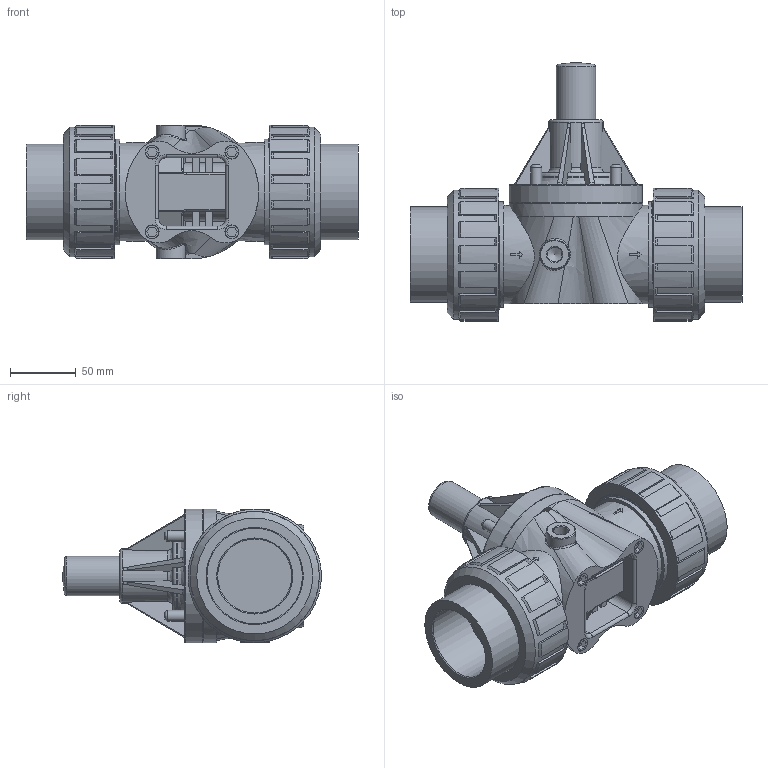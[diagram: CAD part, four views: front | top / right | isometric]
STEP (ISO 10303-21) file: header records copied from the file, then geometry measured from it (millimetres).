
FILE_DESCRIPTION((''),'2;1');
FILE_NAME('ECO-200G-PVC_R0.stp','2017-03-06T12:59:10',('salesdesk5'),(''),'Autodesk Inventor 2009','Autodesk Inventor 2009','');
FILE_SCHEMA(('AUTOMOTIVE_DESIGN { 1 0 10303 214 1 1 1 1 }'));
Length unit declared in the file: inch
Products named in the file (1): ECO-200G-PVC_R0
Bounding box: 252.48 x 196.69 x 101.6 mm (x, y, z)
Volume: 1512020.9 mm3; surface area: 174074.7 mm2
Topology: 1 solids, 17 shells, 576 faces, 1470 edges, 962 vertices
Faces by surface type: plane 242, bspline 135, cylinder 99, cone 77, torus 23
Full cylindrical faces by diameter (mm): 5.842 x4, 6.502 x1, 8.382 x4, 10.16 x4, 11.112 x1, 11.113 x1, 22.225 x2, 29.972 x1, 41.656 x1, 56.356 x2, 72.644 x2, 73.914 x2, 74.854 x1, 80.213 x2, 98.298 x2, 101.346 x2, 101.6 x2
Entity records: 22720 total; most frequent: CARTESIAN_POINT 8974, ORIENTED_EDGE 2776, DIRECTION 2604, EDGE_CURVE 1388, AXIS2_PLACEMENT_3D 970, VERTEX_POINT 944, EDGE_LOOP 676, VECTOR 664
